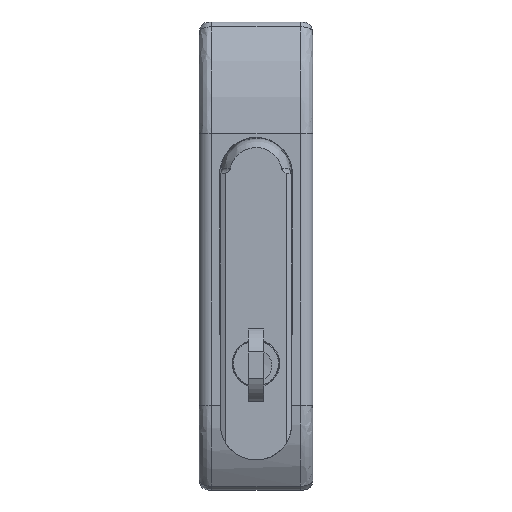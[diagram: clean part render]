
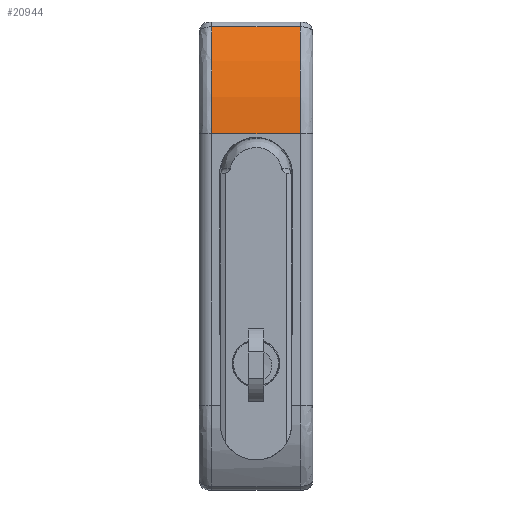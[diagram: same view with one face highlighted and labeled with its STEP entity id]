
A CAD part, front view. The second image highlights one B-rep face of the part: STEP entity #20944.
In plain terms, the highlighted free-form (B-spline) face has degree [1, 2] with [2, 3] control points.
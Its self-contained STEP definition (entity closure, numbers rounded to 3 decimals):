
#19936=CARTESIAN_POINT('',(-2.883,-14.,46.457));
#19937=VERTEX_POINT('',#19936);
#20025=CARTESIAN_POINT('',(-2.883,14.,46.457));
#20026=VERTEX_POINT('',#20025);
#20036=CARTESIAN_POINT('',(-2.883,-14.,46.457));
#20037=CARTESIAN_POINT('',(-2.883,14.,46.457));
#20038=QUASI_UNIFORM_CURVE('',1,(#20036,#20037),.UNSPECIFIED.,.F.,.U.);
#20039=EDGE_CURVE('',#19937,#20026,#20038,.T.);
#20585=CARTESIAN_POINT('',(-12.,14.,12.678));
#20586=VERTEX_POINT('',#20585);
#20587=CARTESIAN_POINT('',(-2.883,14.,46.457));
#20588=CARTESIAN_POINT('',(-4.582,14.,43.401));
#20589=CARTESIAN_POINT('',(-6.876,14.,38.464));
#20590=CARTESIAN_POINT('',(-9.299,14.,31.214));
#20591=CARTESIAN_POINT('',(-11.246,14.,23.155));
#20592=CARTESIAN_POINT('',(-11.918,14.,16.818));
#20593=CARTESIAN_POINT('',(-12.,14.,12.678));
#20594=B_SPLINE_CURVE_WITH_KNOTS('',3,(#20587,#20588,#20589,#20590,#20591,#20592,#20593),.UNSPECIFIED.,.F.,.U.,(4,1,1,1,4),(0.,10.491,16.288,22.914,35.337),.UNSPECIFIED.);
#20595=EDGE_CURVE('',#20026,#20586,#20594,.T.);
#20754=CARTESIAN_POINT('',(-12.,-14.,12.678));
#20755=VERTEX_POINT('',#20754);
#20756=CARTESIAN_POINT('',(-12.,-14.,12.678));
#20757=CARTESIAN_POINT('',(-11.932,-14.,16.082));
#20758=CARTESIAN_POINT('',(-11.408,-14.,21.87));
#20759=CARTESIAN_POINT('',(-9.869,-14.,29.078));
#20760=CARTESIAN_POINT('',(-7.456,-14.,37.102));
#20761=CARTESIAN_POINT('',(-5.029,-14.,42.597));
#20762=CARTESIAN_POINT('',(-2.883,-14.,46.457));
#20763=B_SPLINE_CURVE_WITH_KNOTS('',3,(#20756,#20757,#20758,#20759,#20760,#20761,#20762),.UNSPECIFIED.,.F.,.U.,(4,1,1,1,4),(0.,10.215,17.393,22.086,35.337),.UNSPECIFIED.);
#20764=EDGE_CURVE('',#20755,#19937,#20763,.T.);
#20920=CARTESIAN_POINT('',(-12.014,14.7,10.935));
#20921=CARTESIAN_POINT('',(-12.014,-14.718,10.935));
#20922=CARTESIAN_POINT('',(-12.096,14.7,30.826));
#20923=CARTESIAN_POINT('',(-12.096,-14.718,30.826));
#20924=CARTESIAN_POINT('',(-2.015,14.7,47.974));
#20925=CARTESIAN_POINT('',(-2.015,-14.718,47.974));
#20933=(BOUNDED_SURFACE()B_SPLINE_SURFACE(1,2,((#20920,#20922,#20924),(#20921,#20923,#20925)),.UNSPECIFIED.,.F.,.F.,.U.)B_SPLINE_SURFACE_WITH_KNOTS((2,2),(3,3),(0.0,29.418),(0.0,39.061),.UNSPECIFIED.)GEOMETRIC_REPRESENTATION_ITEM()RATIONAL_B_SPLINE_SURFACE(((1.,0.963,0.997),(1.,0.963,0.997)))REPRESENTATION_ITEM('')SURFACE());
#20934=CARTESIAN_POINT('',(-12.,14.,12.678));
#20935=CARTESIAN_POINT('',(-12.,-14.,12.678));
#20936=QUASI_UNIFORM_CURVE('',1,(#20934,#20935),.UNSPECIFIED.,.F.,.U.);
#20937=EDGE_CURVE('',#20586,#20755,#20936,.T.);
#20938=ORIENTED_EDGE('',*,*,#20937,.T.);
#20939=ORIENTED_EDGE('',*,*,#20764,.T.);
#20940=ORIENTED_EDGE('',*,*,#20039,.T.);
#20941=ORIENTED_EDGE('',*,*,#20595,.T.);
#20942=EDGE_LOOP('',(#20938,#20939,#20940,#20941));
#20943=FACE_OUTER_BOUND('',#20942,.T.);
#20944=ADVANCED_FACE('',(#20943),#20933,.T.);
